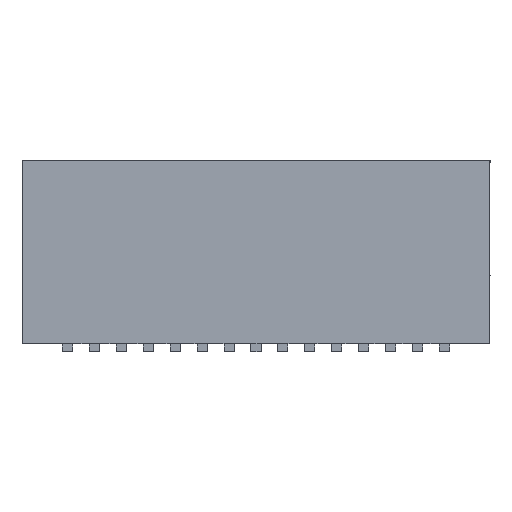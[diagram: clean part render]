
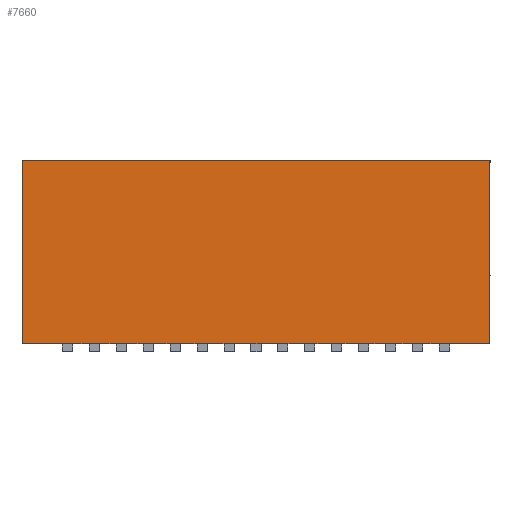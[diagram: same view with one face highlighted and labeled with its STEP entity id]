
A CAD part, left-side view. The second image highlights one B-rep face of the part: STEP entity #7660.
In plain terms, the highlighted face is planar.
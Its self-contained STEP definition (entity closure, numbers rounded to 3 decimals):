
#1155=ORIENTED_EDGE('',*,*,#2419,.F.);
#1156=ORIENTED_EDGE('',*,*,#2420,.F.);
#1157=ORIENTED_EDGE('',*,*,#2421,.F.);
#1158=ORIENTED_EDGE('',*,*,#2422,.F.);
#1159=ORIENTED_EDGE('',*,*,#1903,.F.);
#1160=ORIENTED_EDGE('',*,*,#2423,.F.);
#1161=ORIENTED_EDGE('',*,*,#1918,.F.);
#1162=ORIENTED_EDGE('',*,*,#2424,.F.);
#1163=ORIENTED_EDGE('',*,*,#1933,.F.);
#1164=ORIENTED_EDGE('',*,*,#2425,.F.);
#1165=ORIENTED_EDGE('',*,*,#1948,.F.);
#1166=ORIENTED_EDGE('',*,*,#2426,.F.);
#1167=ORIENTED_EDGE('',*,*,#1963,.F.);
#1168=ORIENTED_EDGE('',*,*,#2427,.F.);
#1169=ORIENTED_EDGE('',*,*,#1978,.F.);
#1170=ORIENTED_EDGE('',*,*,#2428,.F.);
#1171=ORIENTED_EDGE('',*,*,#1993,.F.);
#1172=ORIENTED_EDGE('',*,*,#2429,.F.);
#1173=ORIENTED_EDGE('',*,*,#2008,.F.);
#1174=ORIENTED_EDGE('',*,*,#2430,.F.);
#1175=ORIENTED_EDGE('',*,*,#2023,.F.);
#1176=ORIENTED_EDGE('',*,*,#2431,.F.);
#1177=ORIENTED_EDGE('',*,*,#2038,.F.);
#1178=ORIENTED_EDGE('',*,*,#2432,.F.);
#1179=ORIENTED_EDGE('',*,*,#2053,.F.);
#1180=ORIENTED_EDGE('',*,*,#2433,.F.);
#1181=ORIENTED_EDGE('',*,*,#2068,.F.);
#1182=ORIENTED_EDGE('',*,*,#2434,.F.);
#1183=ORIENTED_EDGE('',*,*,#2083,.F.);
#1184=ORIENTED_EDGE('',*,*,#2435,.F.);
#1185=ORIENTED_EDGE('',*,*,#2098,.F.);
#1186=ORIENTED_EDGE('',*,*,#2436,.F.);
#1187=ORIENTED_EDGE('',*,*,#2113,.F.);
#1188=ORIENTED_EDGE('',*,*,#2437,.F.);
#1903=EDGE_CURVE('',#2708,#2705,#3230,.T.);
#1918=EDGE_CURVE('',#2718,#2715,#3243,.T.);
#1933=EDGE_CURVE('',#2728,#2725,#3256,.T.);
#1948=EDGE_CURVE('',#2738,#2735,#3269,.T.);
#1963=EDGE_CURVE('',#2748,#2745,#3282,.T.);
#1978=EDGE_CURVE('',#2757,#2754,#3295,.T.);
#1993=EDGE_CURVE('',#2768,#2765,#3308,.T.);
#2008=EDGE_CURVE('',#2778,#2775,#3321,.T.);
#2023=EDGE_CURVE('',#2788,#2783,#3334,.T.);
#2038=EDGE_CURVE('',#2798,#2793,#3347,.T.);
#2053=EDGE_CURVE('',#2808,#2803,#3360,.T.);
#2068=EDGE_CURVE('',#2818,#2813,#3373,.T.);
#2083=EDGE_CURVE('',#2828,#2823,#3386,.T.);
#2098=EDGE_CURVE('',#2838,#2833,#3399,.T.);
#2113=EDGE_CURVE('',#2848,#2843,#3412,.T.);
#2419=EDGE_CURVE('',#3053,#3054,#3688,.T.);
#2420=EDGE_CURVE('',#3055,#3053,#3689,.T.);
#2421=EDGE_CURVE('',#3056,#3055,#3690,.T.);
#2422=EDGE_CURVE('',#2705,#3056,#3691,.T.);
#2423=EDGE_CURVE('',#2715,#2708,#3692,.T.);
#2424=EDGE_CURVE('',#2725,#2718,#3693,.T.);
#2425=EDGE_CURVE('',#2735,#2728,#3694,.T.);
#2426=EDGE_CURVE('',#2745,#2738,#3695,.T.);
#2427=EDGE_CURVE('',#2754,#2748,#3696,.T.);
#2428=EDGE_CURVE('',#2765,#2757,#3697,.T.);
#2429=EDGE_CURVE('',#2775,#2768,#3698,.T.);
#2430=EDGE_CURVE('',#2783,#2778,#3699,.T.);
#2431=EDGE_CURVE('',#2793,#2788,#3700,.T.);
#2432=EDGE_CURVE('',#2803,#2798,#3701,.T.);
#2433=EDGE_CURVE('',#2813,#2808,#3702,.T.);
#2434=EDGE_CURVE('',#2823,#2818,#3703,.T.);
#2435=EDGE_CURVE('',#2833,#2828,#3704,.T.);
#2436=EDGE_CURVE('',#2843,#2838,#3705,.T.);
#2437=EDGE_CURVE('',#3054,#2848,#3706,.T.);
#2705=VERTEX_POINT('',#9496);
#2708=VERTEX_POINT('',#9506);
#2715=VERTEX_POINT('',#9527);
#2718=VERTEX_POINT('',#9537);
#2725=VERTEX_POINT('',#9558);
#2728=VERTEX_POINT('',#9568);
#2735=VERTEX_POINT('',#9589);
#2738=VERTEX_POINT('',#9599);
#2745=VERTEX_POINT('',#9620);
#2748=VERTEX_POINT('',#9630);
#2754=VERTEX_POINT('',#9649);
#2757=VERTEX_POINT('',#9659);
#2765=VERTEX_POINT('',#9682);
#2768=VERTEX_POINT('',#9692);
#2775=VERTEX_POINT('',#9713);
#2778=VERTEX_POINT('',#9723);
#2783=VERTEX_POINT('',#9740);
#2788=VERTEX_POINT('',#9751);
#2793=VERTEX_POINT('',#9771);
#2798=VERTEX_POINT('',#9782);
#2803=VERTEX_POINT('',#9802);
#2808=VERTEX_POINT('',#9813);
#2813=VERTEX_POINT('',#9833);
#2818=VERTEX_POINT('',#9844);
#2823=VERTEX_POINT('',#9864);
#2828=VERTEX_POINT('',#9875);
#2833=VERTEX_POINT('',#9895);
#2838=VERTEX_POINT('',#9906);
#2843=VERTEX_POINT('',#9926);
#2848=VERTEX_POINT('',#9937);
#3053=VERTEX_POINT('',#10560);
#3054=VERTEX_POINT('',#10561);
#3055=VERTEX_POINT('',#10563);
#3056=VERTEX_POINT('',#10565);
#3230=LINE('',#9511,#3852);
#3243=LINE('',#9542,#3865);
#3256=LINE('',#9573,#3878);
#3269=LINE('',#9604,#3891);
#3282=LINE('',#9635,#3904);
#3295=LINE('',#9666,#3917);
#3308=LINE('',#9697,#3930);
#3321=LINE('',#9728,#3943);
#3334=LINE('',#9759,#3956);
#3347=LINE('',#9790,#3969);
#3360=LINE('',#9821,#3982);
#3373=LINE('',#9852,#3995);
#3386=LINE('',#9883,#4008);
#3399=LINE('',#9914,#4021);
#3412=LINE('',#9945,#4034);
#3688=LINE('',#10559,#4310);
#3689=LINE('',#10562,#4311);
#3690=LINE('',#10564,#4312);
#3691=LINE('',#10566,#4313);
#3692=LINE('',#10567,#4314);
#3693=LINE('',#10568,#4315);
#3694=LINE('',#10569,#4316);
#3695=LINE('',#10570,#4317);
#3696=LINE('',#10571,#4318);
#3697=LINE('',#10572,#4319);
#3698=LINE('',#10573,#4320);
#3699=LINE('',#10574,#4321);
#3700=LINE('',#10575,#4322);
#3701=LINE('',#10576,#4323);
#3702=LINE('',#10577,#4324);
#3703=LINE('',#10578,#4325);
#3704=LINE('',#10579,#4326);
#3705=LINE('',#10580,#4327);
#3706=LINE('',#10581,#4328);
#3852=VECTOR('',#8173,1000.);
#3865=VECTOR('',#8202,1000.);
#3878=VECTOR('',#8231,1000.);
#3891=VECTOR('',#8260,1000.);
#3904=VECTOR('',#8289,1000.);
#3917=VECTOR('',#8318,1000.);
#3930=VECTOR('',#8347,1000.);
#3943=VECTOR('',#8376,1000.);
#3956=VECTOR('',#8405,1000.);
#3969=VECTOR('',#8434,1000.);
#3982=VECTOR('',#8463,1000.);
#3995=VECTOR('',#8492,1000.);
#4008=VECTOR('',#8521,1000.);
#4021=VECTOR('',#8550,1000.);
#4034=VECTOR('',#8579,1000.);
#4310=VECTOR('',#9123,1000.);
#4311=VECTOR('',#9124,1000.);
#4312=VECTOR('',#9125,1000.);
#4313=VECTOR('',#9126,1000.);
#4314=VECTOR('',#9127,1000.);
#4315=VECTOR('',#9128,1000.);
#4316=VECTOR('',#9129,1000.);
#4317=VECTOR('',#9130,1000.);
#4318=VECTOR('',#9131,1000.);
#4319=VECTOR('',#9132,1000.);
#4320=VECTOR('',#9133,1000.);
#4321=VECTOR('',#9134,1000.);
#4322=VECTOR('',#9135,1000.);
#4323=VECTOR('',#9136,1000.);
#4324=VECTOR('',#9137,1000.);
#4325=VECTOR('',#9138,1000.);
#4326=VECTOR('',#9139,1000.);
#4327=VECTOR('',#9140,1000.);
#4328=VECTOR('',#9141,1000.);
#4646=EDGE_LOOP('',(#1155,#1156,#1157,#1158,#1159,#1160,#1161,#1162,#1163,
#1164,#1165,#1166,#1167,#1168,#1169,#1170,#1171,#1172,#1173,#1174,#1175,
#1176,#1177,#1178,#1179,#1180,#1181,#1182,#1183,#1184,#1185,#1186,#1187,
#1188));
#4965=FACE_BOUND('',#4646,.T.);
#5254=PLANE('',#8029);
#7660=ADVANCED_FACE('',(#4965),#5254,.F.);
#8029=AXIS2_PLACEMENT_3D('',#10558,#9121,#9122);
#8173=DIRECTION('',(-1.,0.,0.));
#8202=DIRECTION('',(-1.,0.,0.));
#8231=DIRECTION('',(-1.,0.,0.));
#8260=DIRECTION('',(-1.,0.,0.));
#8289=DIRECTION('',(-1.,0.,0.));
#8318=DIRECTION('',(-1.,0.,0.));
#8347=DIRECTION('',(-1.,0.,0.));
#8376=DIRECTION('',(-1.,0.,0.));
#8405=DIRECTION('',(-1.,0.,0.));
#8434=DIRECTION('',(-1.,0.,0.));
#8463=DIRECTION('',(-1.,0.,0.));
#8492=DIRECTION('',(-1.,0.,0.));
#8521=DIRECTION('',(-1.,0.,0.));
#8550=DIRECTION('',(-1.,0.,0.));
#8579=DIRECTION('',(-1.,0.,0.));
#9121=DIRECTION('',(0.,1.,0.));
#9122=DIRECTION('',(0.,0.,1.));
#9123=DIRECTION('',(0.,0.,-1.));
#9124=DIRECTION('',(1.,0.,0.));
#9125=DIRECTION('',(0.,0.,1.));
#9126=DIRECTION('',(-1.,0.,0.));
#9127=DIRECTION('',(-1.,0.,0.));
#9128=DIRECTION('',(-1.,0.,0.));
#9129=DIRECTION('',(-1.,0.,0.));
#9130=DIRECTION('',(-1.,0.,0.));
#9131=DIRECTION('',(-1.,0.,0.));
#9132=DIRECTION('',(-1.,0.,0.));
#9133=DIRECTION('',(-1.,0.,0.));
#9134=DIRECTION('',(-1.,0.,0.));
#9135=DIRECTION('',(-1.,0.,0.));
#9136=DIRECTION('',(-1.,0.,0.));
#9137=DIRECTION('',(-1.,0.,0.));
#9138=DIRECTION('',(-1.,0.,0.));
#9139=DIRECTION('',(-1.,0.,0.));
#9140=DIRECTION('',(-1.,0.,0.));
#9141=DIRECTION('',(-1.,0.,0.));
#9496=CARTESIAN_POINT('',(-7.331,-7.43,-4.39));
#9506=CARTESIAN_POINT('',(-6.949,-7.43,-4.39));
#9511=CARTESIAN_POINT('',(8.865,-7.43,-4.39));
#9527=CARTESIAN_POINT('',(-6.311,-7.43,-4.39));
#9537=CARTESIAN_POINT('',(-5.929,-7.43,-4.39));
#9542=CARTESIAN_POINT('',(8.865,-7.43,-4.39));
#9558=CARTESIAN_POINT('',(-5.291,-7.43,-4.39));
#9568=CARTESIAN_POINT('',(-4.909,-7.43,-4.39));
#9573=CARTESIAN_POINT('',(8.865,-7.43,-4.39));
#9589=CARTESIAN_POINT('',(-4.271,-7.43,-4.39));
#9599=CARTESIAN_POINT('',(-3.889,-7.43,-4.39));
#9604=CARTESIAN_POINT('',(8.865,-7.43,-4.39));
#9620=CARTESIAN_POINT('',(-3.251,-7.43,-4.39));
#9630=CARTESIAN_POINT('',(-2.869,-7.43,-4.39));
#9635=CARTESIAN_POINT('',(8.865,-7.43,-4.39));
#9649=CARTESIAN_POINT('',(-2.231,-7.43,-4.39));
#9659=CARTESIAN_POINT('',(-1.849,-7.43,-4.39));
#9666=CARTESIAN_POINT('',(8.865,-7.43,-4.39));
#9682=CARTESIAN_POINT('',(-1.211,-7.43,-4.39));
#9692=CARTESIAN_POINT('',(-0.829,-7.43,-4.39));
#9697=CARTESIAN_POINT('',(8.865,-7.43,-4.39));
#9713=CARTESIAN_POINT('',(-0.191,-7.43,-4.39));
#9723=CARTESIAN_POINT('',(0.191,-7.43,-4.39));
#9728=CARTESIAN_POINT('',(8.865,-7.43,-4.39));
#9740=CARTESIAN_POINT('',(0.829,-7.43,-4.39));
#9751=CARTESIAN_POINT('',(1.211,-7.43,-4.39));
#9759=CARTESIAN_POINT('',(8.865,-7.43,-4.39));
#9771=CARTESIAN_POINT('',(1.849,-7.43,-4.39));
#9782=CARTESIAN_POINT('',(2.231,-7.43,-4.39));
#9790=CARTESIAN_POINT('',(8.865,-7.43,-4.39));
#9802=CARTESIAN_POINT('',(2.869,-7.43,-4.39));
#9813=CARTESIAN_POINT('',(3.251,-7.43,-4.39));
#9821=CARTESIAN_POINT('',(8.865,-7.43,-4.39));
#9833=CARTESIAN_POINT('',(3.889,-7.43,-4.39));
#9844=CARTESIAN_POINT('',(4.271,-7.43,-4.39));
#9852=CARTESIAN_POINT('',(8.865,-7.43,-4.39));
#9864=CARTESIAN_POINT('',(4.909,-7.43,-4.39));
#9875=CARTESIAN_POINT('',(5.291,-7.43,-4.39));
#9883=CARTESIAN_POINT('',(8.865,-7.43,-4.39));
#9895=CARTESIAN_POINT('',(5.929,-7.43,-4.39));
#9906=CARTESIAN_POINT('',(6.311,-7.43,-4.39));
#9914=CARTESIAN_POINT('',(8.865,-7.43,-4.39));
#9926=CARTESIAN_POINT('',(6.949,-7.43,-4.39));
#9937=CARTESIAN_POINT('',(7.331,-7.43,-4.39));
#9945=CARTESIAN_POINT('',(8.865,-7.43,-4.39));
#10558=CARTESIAN_POINT('',(0.,-7.43,0.));
#10559=CARTESIAN_POINT('',(8.865,-7.43,-1.8));
#10560=CARTESIAN_POINT('',(8.865,-7.43,2.55));
#10561=CARTESIAN_POINT('',(8.865,-7.43,-4.39));
#10562=CARTESIAN_POINT('',(-8.865,-7.43,2.55));
#10563=CARTESIAN_POINT('',(-8.865,-7.43,2.55));
#10564=CARTESIAN_POINT('',(-8.865,-7.43,-4.39));
#10565=CARTESIAN_POINT('',(-8.865,-7.43,-4.39));
#10566=CARTESIAN_POINT('',(8.865,-7.43,-4.39));
#10567=CARTESIAN_POINT('',(8.865,-7.43,-4.39));
#10568=CARTESIAN_POINT('',(8.865,-7.43,-4.39));
#10569=CARTESIAN_POINT('',(8.865,-7.43,-4.39));
#10570=CARTESIAN_POINT('',(8.865,-7.43,-4.39));
#10571=CARTESIAN_POINT('',(8.865,-7.43,-4.39));
#10572=CARTESIAN_POINT('',(8.865,-7.43,-4.39));
#10573=CARTESIAN_POINT('',(8.865,-7.43,-4.39));
#10574=CARTESIAN_POINT('',(8.865,-7.43,-4.39));
#10575=CARTESIAN_POINT('',(8.865,-7.43,-4.39));
#10576=CARTESIAN_POINT('',(8.865,-7.43,-4.39));
#10577=CARTESIAN_POINT('',(8.865,-7.43,-4.39));
#10578=CARTESIAN_POINT('',(8.865,-7.43,-4.39));
#10579=CARTESIAN_POINT('',(8.865,-7.43,-4.39));
#10580=CARTESIAN_POINT('',(8.865,-7.43,-4.39));
#10581=CARTESIAN_POINT('',(8.865,-7.43,-4.39));
